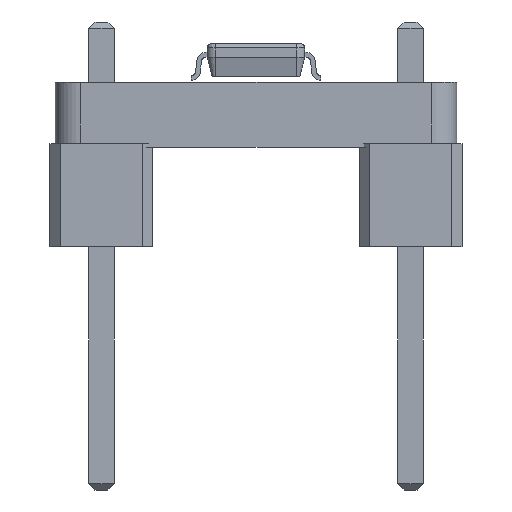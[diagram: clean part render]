
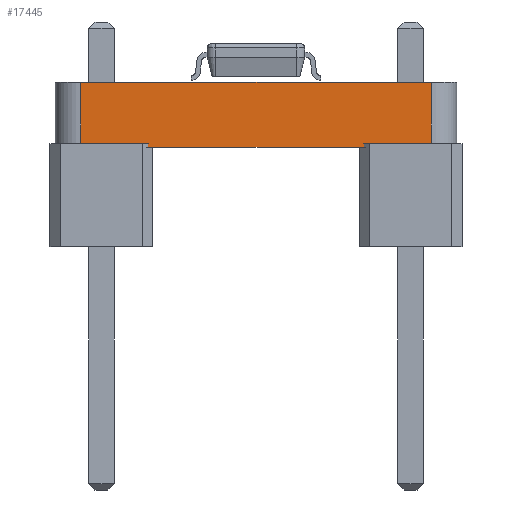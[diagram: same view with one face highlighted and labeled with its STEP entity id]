
A CAD part, front view. The second image highlights one B-rep face of the part: STEP entity #17445.
In plain terms, the highlighted planar face has unit normal (0, -1, 0).
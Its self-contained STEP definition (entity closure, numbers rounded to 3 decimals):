
#16431 = PLANE('',#16432);
#16432 = AXIS2_PLACEMENT_3D('',#16433,#16434,#16435);
#16433 = CARTESIAN_POINT('',(128.27,-95.25,1.6));
#16434 = DIRECTION('',(0.,0.,1.));
#16435 = DIRECTION('',(1.,0.,0.));
#16486 = PLANE('',#16487);
#16487 = AXIS2_PLACEMENT_3D('',#16488,#16489,#16490);
#16488 = CARTESIAN_POINT('',(128.27,-95.25,0.));
#16489 = DIRECTION('',(0.,0.,1.));
#16490 = DIRECTION('',(1.,0.,0.));
#16617 = CYLINDRICAL_SURFACE('',#16618,0.635);
#16618 = AXIS2_PLACEMENT_3D('',#16619,#16620,#16621);
#16619 = CARTESIAN_POINT('',(123.952,-99.568,0.));
#16620 = DIRECTION('',(0.,0.,-1.));
#16621 = DIRECTION('',(1.,0.,0.));
#16656 = VERTEX_POINT('',#16657);
#16657 = CARTESIAN_POINT('',(123.952,-100.203,0.));
#16679 = EDGE_CURVE('',#16656,#16680,#16682,.T.);
#16680 = VERTEX_POINT('',#16681);
#16681 = CARTESIAN_POINT('',(132.588,-100.203,0.));
#16682 = SURFACE_CURVE('',#16683,(#16687,#16694),.PCURVE_S1.);
#16683 = LINE('',#16684,#16685);
#16684 = CARTESIAN_POINT('',(123.952,-100.203,0.));
#16685 = VECTOR('',#16686,1.);
#16686 = DIRECTION('',(1.,0.,0.));
#16687 = PCURVE('',#16486,#16688);
#16688 = DEFINITIONAL_REPRESENTATION('',(#16689),#16693);
#16689 = LINE('',#16690,#16691);
#16690 = CARTESIAN_POINT('',(-4.318,-4.953));
#16691 = VECTOR('',#16692,1.);
#16692 = DIRECTION('',(1.,0.));
#16693 = ( GEOMETRIC_REPRESENTATION_CONTEXT(2) 
PARAMETRIC_REPRESENTATION_CONTEXT() REPRESENTATION_CONTEXT('2D SPACE',''
  ) );
#16694 = PCURVE('',#16695,#16700);
#16695 = PLANE('',#16696);
#16696 = AXIS2_PLACEMENT_3D('',#16697,#16698,#16699);
#16697 = CARTESIAN_POINT('',(123.952,-100.203,0.));
#16698 = DIRECTION('',(0.,1.,0.));
#16699 = DIRECTION('',(1.,0.,0.));
#16700 = DEFINITIONAL_REPRESENTATION('',(#16701),#16705);
#16701 = LINE('',#16702,#16703);
#16702 = CARTESIAN_POINT('',(0.,0.));
#16703 = VECTOR('',#16704,1.);
#16704 = DIRECTION('',(1.,0.));
#16705 = ( GEOMETRIC_REPRESENTATION_CONTEXT(2) 
PARAMETRIC_REPRESENTATION_CONTEXT() REPRESENTATION_CONTEXT('2D SPACE',''
  ) );
#16724 = CYLINDRICAL_SURFACE('',#16725,0.635);
#16725 = AXIS2_PLACEMENT_3D('',#16726,#16727,#16728);
#16726 = CARTESIAN_POINT('',(132.588,-99.568,0.));
#16727 = DIRECTION('',(0.,0.,-1.));
#16728 = DIRECTION('',(1.,0.,0.));
#17041 = VERTEX_POINT('',#17042);
#17042 = CARTESIAN_POINT('',(123.952,-100.203,1.6));
#17064 = EDGE_CURVE('',#17041,#17065,#17067,.T.);
#17065 = VERTEX_POINT('',#17066);
#17066 = CARTESIAN_POINT('',(132.588,-100.203,1.6));
#17067 = SURFACE_CURVE('',#17068,(#17072,#17079),.PCURVE_S1.);
#17068 = LINE('',#17069,#17070);
#17069 = CARTESIAN_POINT('',(123.952,-100.203,1.6));
#17070 = VECTOR('',#17071,1.);
#17071 = DIRECTION('',(1.,0.,0.));
#17072 = PCURVE('',#16431,#17073);
#17073 = DEFINITIONAL_REPRESENTATION('',(#17074),#17078);
#17074 = LINE('',#17075,#17076);
#17075 = CARTESIAN_POINT('',(-4.318,-4.953));
#17076 = VECTOR('',#17077,1.);
#17077 = DIRECTION('',(1.,0.));
#17078 = ( GEOMETRIC_REPRESENTATION_CONTEXT(2) 
PARAMETRIC_REPRESENTATION_CONTEXT() REPRESENTATION_CONTEXT('2D SPACE',''
  ) );
#17079 = PCURVE('',#16695,#17080);
#17080 = DEFINITIONAL_REPRESENTATION('',(#17081),#17085);
#17081 = LINE('',#17082,#17083);
#17082 = CARTESIAN_POINT('',(0.,-1.6));
#17083 = VECTOR('',#17084,1.);
#17084 = DIRECTION('',(1.,0.));
#17085 = ( GEOMETRIC_REPRESENTATION_CONTEXT(2) 
PARAMETRIC_REPRESENTATION_CONTEXT() REPRESENTATION_CONTEXT('2D SPACE',''
  ) );
#17397 = EDGE_CURVE('',#16656,#17041,#17398,.T.);
#17398 = SURFACE_CURVE('',#17399,(#17403,#17410),.PCURVE_S1.);
#17399 = LINE('',#17400,#17401);
#17400 = CARTESIAN_POINT('',(123.952,-100.203,0.));
#17401 = VECTOR('',#17402,1.);
#17402 = DIRECTION('',(0.,0.,1.));
#17403 = PCURVE('',#16617,#17404);
#17404 = DEFINITIONAL_REPRESENTATION('',(#17405),#17409);
#17405 = LINE('',#17406,#17407);
#17406 = CARTESIAN_POINT('',(-4.712,0.));
#17407 = VECTOR('',#17408,1.);
#17408 = DIRECTION('',(0.,-1.));
#17409 = ( GEOMETRIC_REPRESENTATION_CONTEXT(2) 
PARAMETRIC_REPRESENTATION_CONTEXT() REPRESENTATION_CONTEXT('2D SPACE',''
  ) );
#17410 = PCURVE('',#16695,#17411);
#17411 = DEFINITIONAL_REPRESENTATION('',(#17412),#17416);
#17412 = LINE('',#17413,#17414);
#17413 = CARTESIAN_POINT('',(0.,0.));
#17414 = VECTOR('',#17415,1.);
#17415 = DIRECTION('',(0.,-1.));
#17416 = ( GEOMETRIC_REPRESENTATION_CONTEXT(2) 
PARAMETRIC_REPRESENTATION_CONTEXT() REPRESENTATION_CONTEXT('2D SPACE',''
  ) );
#17445 = ADVANCED_FACE('',(#17446),#16695,.F.);
#17446 = FACE_BOUND('',#17447,.F.);
#17447 = EDGE_LOOP('',(#17448,#17449,#17450,#17471));
#17448 = ORIENTED_EDGE('',*,*,#17397,.T.);
#17449 = ORIENTED_EDGE('',*,*,#17064,.T.);
#17450 = ORIENTED_EDGE('',*,*,#17451,.F.);
#17451 = EDGE_CURVE('',#16680,#17065,#17452,.T.);
#17452 = SURFACE_CURVE('',#17453,(#17457,#17464),.PCURVE_S1.);
#17453 = LINE('',#17454,#17455);
#17454 = CARTESIAN_POINT('',(132.588,-100.203,0.));
#17455 = VECTOR('',#17456,1.);
#17456 = DIRECTION('',(0.,0.,1.));
#17457 = PCURVE('',#16695,#17458);
#17458 = DEFINITIONAL_REPRESENTATION('',(#17459),#17463);
#17459 = LINE('',#17460,#17461);
#17460 = CARTESIAN_POINT('',(8.636,0.));
#17461 = VECTOR('',#17462,1.);
#17462 = DIRECTION('',(0.,-1.));
#17463 = ( GEOMETRIC_REPRESENTATION_CONTEXT(2) 
PARAMETRIC_REPRESENTATION_CONTEXT() REPRESENTATION_CONTEXT('2D SPACE',''
  ) );
#17464 = PCURVE('',#16724,#17465);
#17465 = DEFINITIONAL_REPRESENTATION('',(#17466),#17470);
#17466 = LINE('',#17467,#17468);
#17467 = CARTESIAN_POINT('',(-4.712,0.));
#17468 = VECTOR('',#17469,1.);
#17469 = DIRECTION('',(0.,-1.));
#17470 = ( GEOMETRIC_REPRESENTATION_CONTEXT(2) 
PARAMETRIC_REPRESENTATION_CONTEXT() REPRESENTATION_CONTEXT('2D SPACE',''
  ) );
#17471 = ORIENTED_EDGE('',*,*,#16679,.F.);
